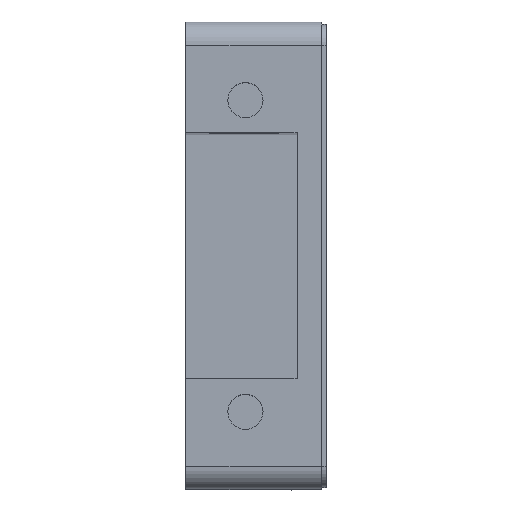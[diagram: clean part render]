
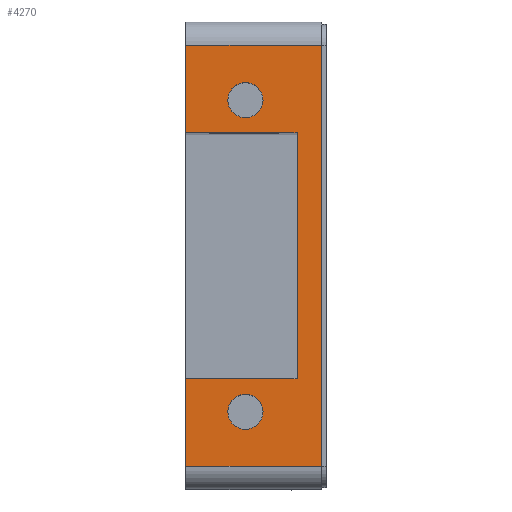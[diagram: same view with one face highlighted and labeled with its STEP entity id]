
A CAD part, top view. The second image highlights one B-rep face of the part: STEP entity #4270.
In plain terms, the highlighted planar face has unit normal (0, 0, 1).
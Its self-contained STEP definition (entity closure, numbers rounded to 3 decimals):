
#46=FACE_BOUND('',#575,.T.);
#47=FACE_BOUND('',#576,.T.);
#113=CIRCLE('',#4560,1.5);
#114=CIRCLE('',#4561,1.5);
#336=FACE_OUTER_BOUND('',#574,.T.);
#574=EDGE_LOOP('',(#2932,#2933,#2934,#2935,#2936,#2937,#2938,#2939));
#575=EDGE_LOOP('',(#2940));
#576=EDGE_LOOP('',(#2941));
#867=LINE('',#6326,#1321);
#871=LINE('',#6334,#1325);
#898=LINE('',#6420,#1352);
#900=LINE('',#6426,#1354);
#901=LINE('',#6428,#1355);
#902=LINE('',#6429,#1356);
#903=LINE('',#6431,#1357);
#904=LINE('',#6432,#1358);
#1321=VECTOR('',#5019,10.);
#1325=VECTOR('',#5023,10.);
#1352=VECTOR('',#5086,2.);
#1354=VECTOR('',#5092,10.);
#1355=VECTOR('',#5093,10.);
#1356=VECTOR('',#5094,10.);
#1357=VECTOR('',#5095,10.);
#1358=VECTOR('',#5096,10.);
#1792=VERTEX_POINT('',#6323);
#1793=VERTEX_POINT('',#6325);
#1796=VERTEX_POINT('',#6331);
#1797=VERTEX_POINT('',#6333);
#1838=VERTEX_POINT('',#6419);
#1840=VERTEX_POINT('',#6425);
#1841=VERTEX_POINT('',#6427);
#1842=VERTEX_POINT('',#6430);
#1843=VERTEX_POINT('',#6433);
#1844=VERTEX_POINT('',#6435);
#2220=EDGE_CURVE('',#1793,#1792,#867,.T.);
#2224=EDGE_CURVE('',#1796,#1797,#871,.T.);
#2268=EDGE_CURVE('',#1797,#1838,#898,.T.);
#2271=EDGE_CURVE('',#1840,#1796,#900,.T.);
#2272=EDGE_CURVE('',#1841,#1840,#901,.T.);
#2273=EDGE_CURVE('',#1841,#1793,#902,.T.);
#2274=EDGE_CURVE('',#1792,#1842,#903,.T.);
#2275=EDGE_CURVE('',#1838,#1842,#904,.T.);
#2276=EDGE_CURVE('',#1843,#1843,#113,.T.);
#2277=EDGE_CURVE('',#1844,#1844,#114,.T.);
#2932=ORIENTED_EDGE('',*,*,#2224,.F.);
#2933=ORIENTED_EDGE('',*,*,#2271,.F.);
#2934=ORIENTED_EDGE('',*,*,#2272,.F.);
#2935=ORIENTED_EDGE('',*,*,#2273,.T.);
#2936=ORIENTED_EDGE('',*,*,#2220,.T.);
#2937=ORIENTED_EDGE('',*,*,#2274,.T.);
#2938=ORIENTED_EDGE('',*,*,#2275,.F.);
#2939=ORIENTED_EDGE('',*,*,#2268,.F.);
#2940=ORIENTED_EDGE('',*,*,#2276,.T.);
#2941=ORIENTED_EDGE('',*,*,#2277,.T.);
#4117=PLANE('',#4559);
#4270=ADVANCED_FACE('',(#336,#46,#47),#4117,.F.);
#4559=AXIS2_PLACEMENT_3D('',#6424,#5090,#5091);
#4560=AXIS2_PLACEMENT_3D('',#6434,#5097,#5098);
#4561=AXIS2_PLACEMENT_3D('',#6436,#5099,#5100);
#5019=DIRECTION('',(0.,-1.,0.));
#5023=DIRECTION('',(0.,1.,0.));
#5086=DIRECTION('',(1.,0.,0.));
#5090=DIRECTION('center_axis',(0.,0.,-1.));
#5091=DIRECTION('ref_axis',(-1.,0.,0.));
#5092=DIRECTION('',(-1.,0.,0.));
#5093=DIRECTION('',(0.,1.,0.));
#5094=DIRECTION('',(-1.,0.,0.));
#5095=DIRECTION('',(1.,0.,0.));
#5096=DIRECTION('',(0.,-1.,0.));
#5097=DIRECTION('center_axis',(0.,0.,-1.));
#5098=DIRECTION('ref_axis',(-1.,0.,0.));
#5099=DIRECTION('center_axis',(0.,0.,-1.));
#5100=DIRECTION('ref_axis',(-1.,0.,0.));
#6323=CARTESIAN_POINT('',(0.,-156.674,-7.296));
#6325=CARTESIAN_POINT('',(0.,-149.204,-7.296));
#6326=CARTESIAN_POINT('',(0.,-138.704,-7.296));
#6331=CARTESIAN_POINT('',(0.,-128.204,-7.296));
#6333=CARTESIAN_POINT('',(0.,-120.733,-7.296));
#6334=CARTESIAN_POINT('',(0.,-138.704,-7.296));
#6419=CARTESIAN_POINT('',(11.6,-120.733,-7.296));
#6420=CARTESIAN_POINT('',(-7.007,-120.733,-7.296));
#6424=CARTESIAN_POINT('Origin',(-6.985,-138.704,-7.296));
#6425=CARTESIAN_POINT('',(9.5,-128.204,-7.296));
#6426=CARTESIAN_POINT('',(1.757,-128.204,-7.296));
#6427=CARTESIAN_POINT('',(9.5,-149.204,-7.296));
#6428=CARTESIAN_POINT('',(9.5,-143.954,-7.296));
#6429=CARTESIAN_POINT('',(1.757,-149.204,-7.296));
#6430=CARTESIAN_POINT('',(11.6,-156.674,-7.296));
#6431=CARTESIAN_POINT('',(11.1,-156.674,-7.296));
#6432=CARTESIAN_POINT('',(11.6,-138.704,-7.296));
#6433=CARTESIAN_POINT('',(6.6,-125.404,-7.296));
#6434=CARTESIAN_POINT('Origin',(5.1,-125.404,-7.296));
#6435=CARTESIAN_POINT('',(6.6,-152.004,-7.296));
#6436=CARTESIAN_POINT('Origin',(5.1,-152.004,-7.296));
